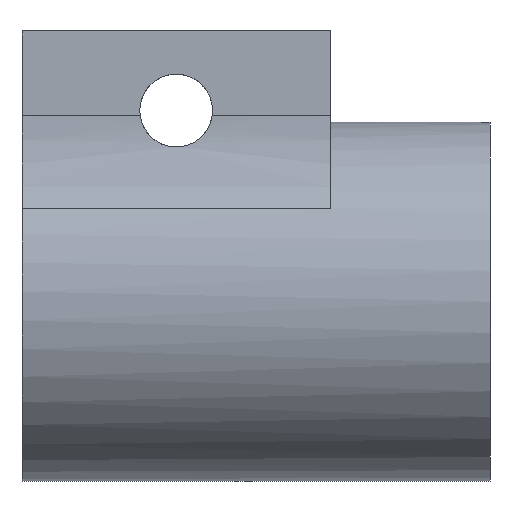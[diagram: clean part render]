
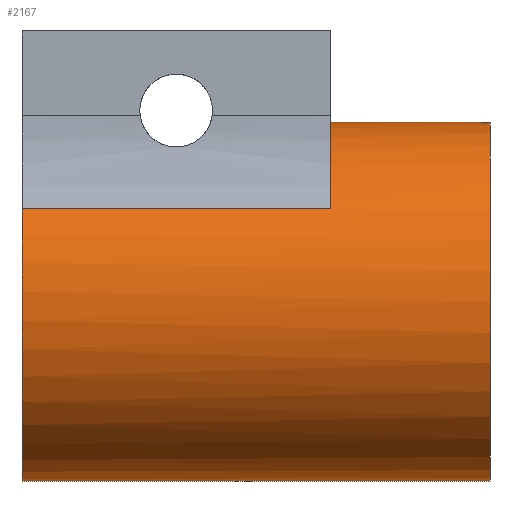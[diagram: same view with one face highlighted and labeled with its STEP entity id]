
A CAD part, left-side view. The second image highlights one B-rep face of the part: STEP entity #2167.
In plain terms, the highlighted cylindrical face has radius 6.35 mm (diameter 12.7 mm), a partial arc.
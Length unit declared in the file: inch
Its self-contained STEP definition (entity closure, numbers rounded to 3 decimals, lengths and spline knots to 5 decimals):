
#38 = CARTESIAN_POINT ( 'NONE',  ( -0.0275, 0.2225, 0.24848 ) ) ;
#68 = EDGE_CURVE ( 'NONE', #1338, #76, #3085, .T. ) ;
#76 = VERTEX_POINT ( 'NONE', #1275 ) ;
#208 = CARTESIAN_POINT ( 'NONE',  ( 0., 0.2225, 0.25 ) ) ;
#245 = CARTESIAN_POINT ( 'NONE',  ( 0., 0.6525, -0.25 ) ) ;
#264 = LINE ( 'NONE', #1878, #3405 ) ;
#368 = VERTEX_POINT ( 'NONE', #2310 ) ;
#490 = VERTEX_POINT ( 'NONE', #38 ) ;
#546 = CIRCLE ( 'NONE', #2178, 0.25 ) ;
#547 = EDGE_LOOP ( 'NONE', ( #698, #1180, #3841, #3167, #2086, #722, #1059 ) ) ;
#590 = VECTOR ( 'NONE', #4016, 39.37008 ) ;
#599 = AXIS2_PLACEMENT_3D ( 'NONE', #1175, #3355, #1490 ) ;
#600 = FACE_OUTER_BOUND ( 'NONE', #547, .T. ) ;
#623 = CARTESIAN_POINT ( 'NONE',  ( 0., 0.6525, 0. ) ) ;
#698 = ORIENTED_EDGE ( 'NONE', *, *, #3482, .F. ) ;
#722 = ORIENTED_EDGE ( 'NONE', *, *, #68, .T. ) ;
#939 = DIRECTION ( 'NONE',  ( 0., 0., 1. ) ) ;
#1059 = ORIENTED_EDGE ( 'NONE', *, *, #3708, .T. ) ;
#1175 = CARTESIAN_POINT ( 'NONE',  ( 0., 0., 0. ) ) ;
#1180 = ORIENTED_EDGE ( 'NONE', *, *, #2460, .F. ) ;
#1192 = CARTESIAN_POINT ( 'NONE',  ( 0., 0.6525, 0. ) ) ;
#1275 = CARTESIAN_POINT ( 'NONE',  ( 0., 0., -0.25 ) ) ;
#1309 = LINE ( 'NONE', #1960, #2874 ) ;
#1338 = VERTEX_POINT ( 'NONE', #2054 ) ;
#1487 = AXIS2_PLACEMENT_3D ( 'NONE', #623, #2821, #939 ) ;
#1490 = DIRECTION ( 'NONE',  ( 0., 0., 1. ) ) ;
#1699 = VERTEX_POINT ( 'NONE', #2100 ) ;
#1717 = DIRECTION ( 'NONE',  ( 0., 1., 0. ) ) ;
#1823 = CIRCLE ( 'NONE', #2420, 0.25 ) ;
#1851 = DIRECTION ( 'NONE',  ( 0., 1., 0. ) ) ;
#1878 = CARTESIAN_POINT ( 'NONE',  ( 0., 0.6525, 0.25 ) ) ;
#1905 = VERTEX_POINT ( 'NONE', #2179 ) ;
#1911 = EDGE_CURVE ( 'NONE', #1338, #1905, #2438, .T. ) ;
#1960 = CARTESIAN_POINT ( 'NONE',  ( -0.21375, 0.6525, 0.12966 ) ) ;
#2032 = AXIS2_PLACEMENT_3D ( 'NONE', #1192, #2449, #3372 ) ;
#2054 = CARTESIAN_POINT ( 'NONE',  ( 0., 0.6525, -0.25 ) ) ;
#2086 = ORIENTED_EDGE ( 'NONE', *, *, #1911, .F. ) ;
#2100 = CARTESIAN_POINT ( 'NONE',  ( 0., 0., 0.25 ) ) ;
#2167 = ADVANCED_FACE ( 'NONE', ( #600 ), #2998, .T. ) ;
#2178 = AXIS2_PLACEMENT_3D ( 'NONE', #3599, #1717, #3914 ) ;
#2179 = CARTESIAN_POINT ( 'NONE',  ( -0.21375, 0.6525, 0.12966 ) ) ;
#2285 = DIRECTION ( 'NONE',  ( 0., 1., 0. ) ) ;
#2310 = CARTESIAN_POINT ( 'NONE',  ( -0.21375, 0.2225, 0.12966 ) ) ;
#2420 = AXIS2_PLACEMENT_3D ( 'NONE', #3724, #1851, #4049 ) ;
#2438 = CIRCLE ( 'NONE', #1487, 0.25 ) ;
#2449 = DIRECTION ( 'NONE',  ( 0., -1., 0. ) ) ;
#2460 = EDGE_CURVE ( 'NONE', #490, #3943, #546, .T. ) ;
#2519 = DIRECTION ( 'NONE',  ( 0., -1., 0. ) ) ;
#2821 = DIRECTION ( 'NONE',  ( 0., 1., 0. ) ) ;
#2874 = VECTOR ( 'NONE', #2285, 39.37008 ) ;
#2903 = CIRCLE ( 'NONE', #599, 0.25 ) ;
#2965 = EDGE_CURVE ( 'NONE', #368, #1905, #1309, .T. ) ;
#2998 = CYLINDRICAL_SURFACE ( 'NONE', #2032, 0.25 ) ;
#3085 = LINE ( 'NONE', #245, #590 ) ;
#3167 = ORIENTED_EDGE ( 'NONE', *, *, #2965, .T. ) ;
#3355 = DIRECTION ( 'NONE',  ( 0., 1., 0. ) ) ;
#3372 = DIRECTION ( 'NONE',  ( 0., 0., -1. ) ) ;
#3405 = VECTOR ( 'NONE', #2519, 39.37008 ) ;
#3482 = EDGE_CURVE ( 'NONE', #3943, #1699, #264, .T. ) ;
#3599 = CARTESIAN_POINT ( 'NONE',  ( 0., 0.2225, 0. ) ) ;
#3708 = EDGE_CURVE ( 'NONE', #76, #1699, #2903, .T. ) ;
#3724 = CARTESIAN_POINT ( 'NONE',  ( 0., 0.2225, 0. ) ) ;
#3841 = ORIENTED_EDGE ( 'NONE', *, *, #4025, .F. ) ;
#3914 = DIRECTION ( 'NONE',  ( 0., 0., 1. ) ) ;
#3943 = VERTEX_POINT ( 'NONE', #208 ) ;
#4016 = DIRECTION ( 'NONE',  ( 0., -1., 0. ) ) ;
#4025 = EDGE_CURVE ( 'NONE', #368, #490, #1823, .T. ) ;
#4049 = DIRECTION ( 'NONE',  ( 0., 0., 1. ) ) ;
